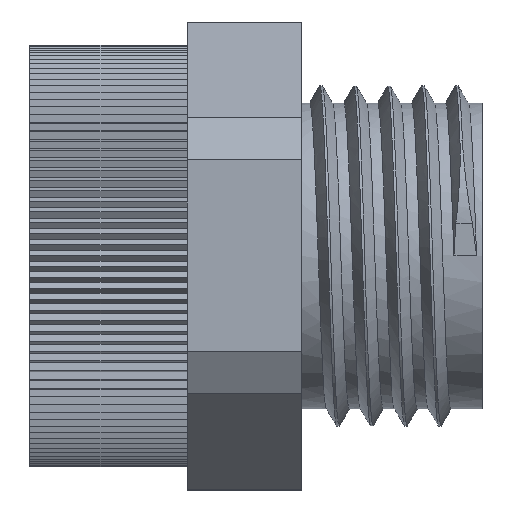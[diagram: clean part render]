
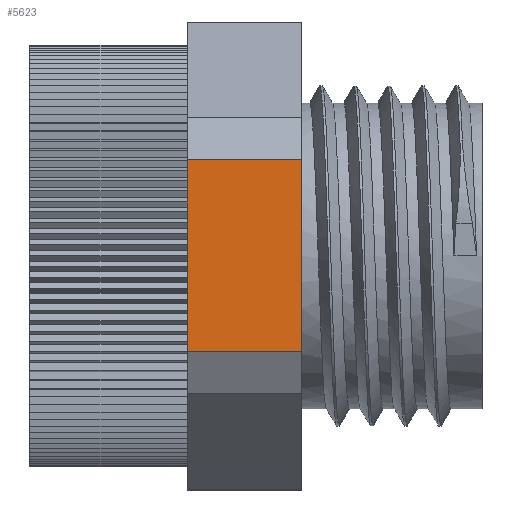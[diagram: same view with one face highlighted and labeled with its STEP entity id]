
A CAD part, top view. The second image highlights one B-rep face of the part: STEP entity #5623.
In plain terms, the highlighted planar face has unit normal (0, 0, 1).
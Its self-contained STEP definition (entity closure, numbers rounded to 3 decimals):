
#283=PLANE('',#5908);
#560=FACE_OUTER_BOUND('',#838,.T.);
#838=EDGE_LOOP('',(#4798,#4799,#4800,#4801));
#1605=LINE('',#10840,#2373);
#1606=LINE('',#10843,#2374);
#1607=LINE('',#10845,#2375);
#1608=LINE('',#10846,#2376);
#2373=VECTOR('',#7192,10.);
#2374=VECTOR('',#7195,10.);
#2375=VECTOR('',#7196,10.);
#2376=VECTOR('',#7197,10.);
#2934=VERTEX_POINT('',#10836);
#2935=VERTEX_POINT('',#10838);
#2936=VERTEX_POINT('',#10842);
#2937=VERTEX_POINT('',#10844);
#3724=EDGE_CURVE('',#2935,#2934,#1605,.T.);
#3725=EDGE_CURVE('',#2934,#2936,#1606,.T.);
#3726=EDGE_CURVE('',#2937,#2935,#1607,.T.);
#3727=EDGE_CURVE('',#2936,#2937,#1608,.T.);
#4798=ORIENTED_EDGE('',*,*,#3725,.F.);
#4799=ORIENTED_EDGE('',*,*,#3724,.F.);
#4800=ORIENTED_EDGE('',*,*,#3726,.F.);
#4801=ORIENTED_EDGE('',*,*,#3727,.F.);
#5623=ADVANCED_FACE('',(#560),#283,.F.);
#5908=AXIS2_PLACEMENT_3D('',#10841,#7193,#7194);
#7192=DIRECTION('',(-1.,0.,0.));
#7193=DIRECTION('center_axis',(0.,0.,-1.));
#7194=DIRECTION('ref_axis',(0.,-1.,0.));
#7195=DIRECTION('',(0.,1.,0.));
#7196=DIRECTION('',(0.,-1.,0.));
#7197=DIRECTION('',(1.,0.,0.));
#10836=CARTESIAN_POINT('',(-13.04,-4.232,9.5));
#10838=CARTESIAN_POINT('',(-8.,-4.232,9.5));
#10840=CARTESIAN_POINT('',(-10.52,-4.232,9.5));
#10841=CARTESIAN_POINT('Origin',(-8.,4.232,9.5));
#10842=CARTESIAN_POINT('',(-13.04,4.232,9.5));
#10843=CARTESIAN_POINT('',(-13.04,7.316,9.5));
#10844=CARTESIAN_POINT('',(-8.,4.232,9.5));
#10845=CARTESIAN_POINT('',(-8.,5.498,9.5));
#10846=CARTESIAN_POINT('',(-10.52,4.232,9.5));
